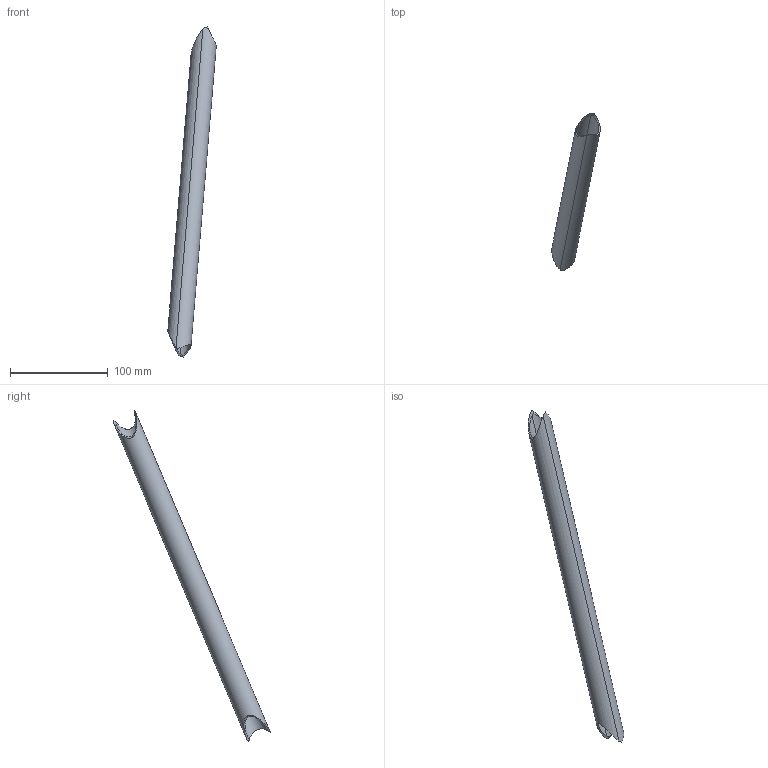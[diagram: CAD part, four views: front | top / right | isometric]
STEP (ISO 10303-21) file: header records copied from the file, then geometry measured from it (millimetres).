
FILE_DESCRIPTION(('CATIA V5 STEP Exchange'),'2;1');
FILE_NAME('Tube 62.stp','2023-03-22T15:39:35+00:00',('none'),('none'),'CATIA Version 5 Release 19 SP 2 (IN-10)','CATIA V5 STEP AP203','none');
FILE_SCHEMA(('CONFIG_CONTROL_DESIGN'));
Length unit declared in the file: millimetre
Products named in the file (1): 62
Bounding box: 49.66 x 161.13 x 338.17 mm (x, y, z)
Volume: 37231.5 mm3; surface area: 50035.7 mm2
Topology: 1 solids, 1 shells, 13 faces, 39 edges, 26 vertices
Faces by surface type: cylinder 13
Entity records: 726 total; most frequent: CARTESIAN_POINT 388, ORIENTED_EDGE 78, EDGE_CURVE 39, DIRECTION 34, B_SPLINE_CURVE_WITH_KNOTS 31, VERTEX_POINT 26, AXIS2_PLACEMENT_3D 14, ADVANCED_FACE 13
